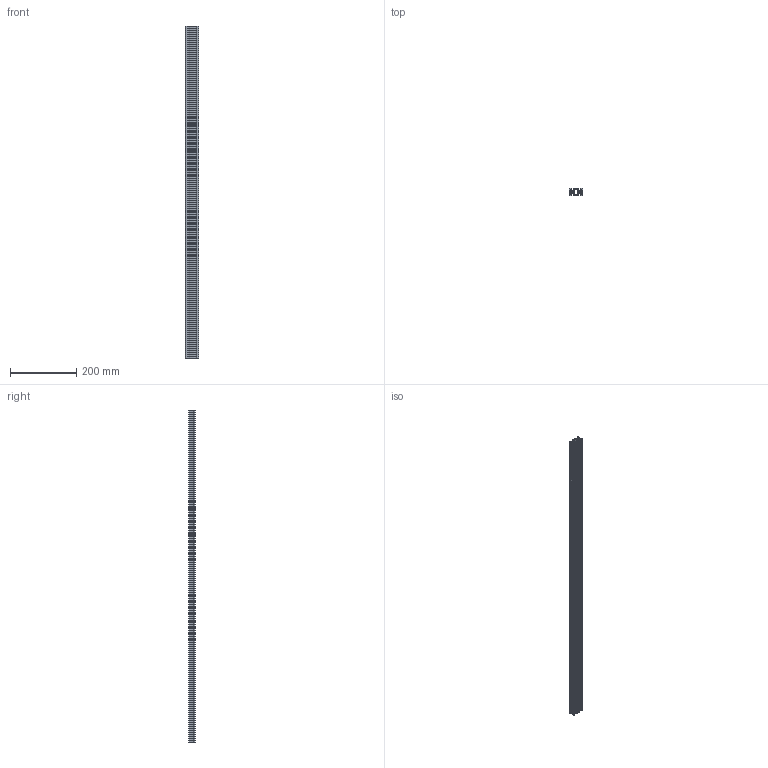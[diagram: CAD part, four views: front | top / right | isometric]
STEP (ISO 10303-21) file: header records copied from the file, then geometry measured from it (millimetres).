
FILE_DESCRIPTION (( 'STEP AP214' ), '1' );
FILE_NAME ('224 Êîíñòðóêöèîííûé ïðîôèëü 20õ40.STEP', '2014-12-18T07:58:10', ( 'XTreme.ws' ), ( 'XTreme.ws' ), 'SwSTEP 2.0', 'SolidWorks 2014', '' );
FILE_SCHEMA (( 'AUTOMOTIVE_DESIGN' ));
Length unit declared in the file: millimetre
Products named in the file (2): 224 Êîíñòðóêöèîííûé ïðîôèëü 20õ40
Bounding box: 40 x 20 x 1000 mm (x, y, z)
Volume: 318815.5 mm3; surface area: 285020.5 mm2
Topology: 1 solids, 1 shells, 198 faces, 588 edges, 392 vertices
Faces by surface type: cylinder 100, plane 98
Entity records: 6753 total; most frequent: DIRECTION 1188, CARTESIAN_POINT 1180, ORIENTED_EDGE 1176, EDGE_CURVE 588, AXIS2_PLACEMENT_3D 400, VERTEX_POINT 392, LINE 388, VECTOR 388
